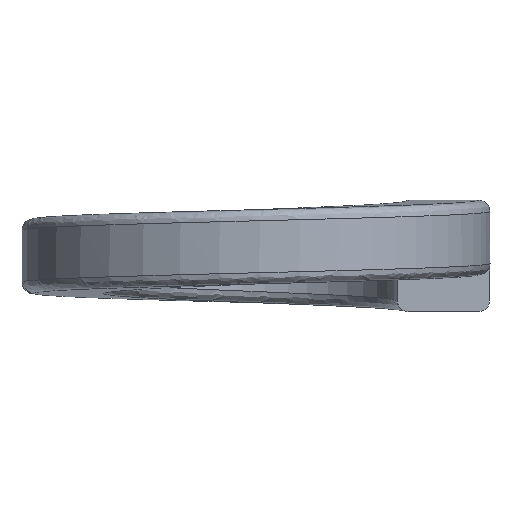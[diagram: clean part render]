
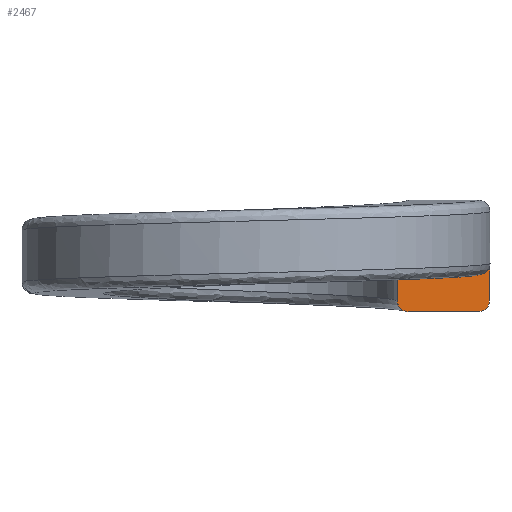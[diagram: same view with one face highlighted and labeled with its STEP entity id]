
A CAD part, left-side view. The second image highlights one B-rep face of the part: STEP entity #2467.
In plain terms, the highlighted planar face has unit normal (-0.998, -0.062, 0).
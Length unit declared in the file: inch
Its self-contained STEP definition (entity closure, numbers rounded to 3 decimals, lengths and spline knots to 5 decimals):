
#961=CARTESIAN_POINT('',(0.00628,-0.1008,
0.03446));
#962=CARTESIAN_POINT('',(0.00628,-0.1008,
0.03376));
#963=CARTESIAN_POINT('',(0.00629,-0.10097,
0.03242));
#964=CARTESIAN_POINT('',(0.00634,-0.10179,
0.03041));
#965=CARTESIAN_POINT('',(0.00642,-0.10307,
0.02877));
#966=CARTESIAN_POINT('',(0.00652,-0.10471,
0.02749));
#967=CARTESIAN_POINT('',(0.00665,-0.10671,
0.02667));
#968=CARTESIAN_POINT('',(0.00673,-0.10805,
0.0265));
#969=CARTESIAN_POINT('',(0.00677,-0.10874,
0.0265));
#971=DIRECTION('',(0.,0.,-1.));
#972=VECTOR('',#971,0.03709);
#973=CARTESIAN_POINT('',(0.00628,-0.1008,
0.07154));
#974=LINE('',#973,#972);
#975=CARTESIAN_POINT('',(0.00677,-0.10874,
0.0795));
#976=CARTESIAN_POINT('',(0.00673,-0.10805,
0.0795));
#977=CARTESIAN_POINT('',(0.00665,-0.10671,
0.07933));
#978=CARTESIAN_POINT('',(0.00652,-0.10471,
0.07851));
#979=CARTESIAN_POINT('',(0.00642,-0.10307,
0.07723));
#980=CARTESIAN_POINT('',(0.00634,-0.10179,
0.07558));
#981=CARTESIAN_POINT('',(0.00629,-0.10097,
0.07358));
#982=CARTESIAN_POINT('',(0.00628,-0.1008,
0.07224));
#983=CARTESIAN_POINT('',(0.00628,-0.1008,
0.07154));
#985=DIRECTION('',(-0.062,0.998,0.));
#986=VECTOR('',#985,0.0501);
#987=CARTESIAN_POINT('',(0.00989,-0.15874,0.0795));
#988=LINE('',#987,#986);
#989=CARTESIAN_POINT('',(0.01038,-0.16668,
0.07155));
#990=CARTESIAN_POINT('',(0.01038,-0.16668,
0.07224));
#991=CARTESIAN_POINT('',(0.01037,-0.16651,
0.07358));
#992=CARTESIAN_POINT('',(0.01032,-0.16569,
0.07559));
#993=CARTESIAN_POINT('',(0.01024,-0.16441,
0.07723));
#994=CARTESIAN_POINT('',(0.01014,-0.16277,
0.07851));
#995=CARTESIAN_POINT('',(0.01001,-0.16077,
0.07933));
#996=CARTESIAN_POINT('',(0.00993,-0.15943,0.0795));
#997=CARTESIAN_POINT('',(0.00989,-0.15874,0.0795));
#999=DIRECTION('',(0.,0.,1.));
#1000=VECTOR('',#999,0.03709);
#1001=CARTESIAN_POINT('',(0.01038,-0.16668,
0.03445));
#1002=LINE('',#1001,#1000);
#1003=CARTESIAN_POINT('',(0.00989,-0.15874,0.0265));
#1004=CARTESIAN_POINT('',(0.00993,-0.15943,
0.0265));
#1005=CARTESIAN_POINT('',(0.01001,-0.16077,
0.02667));
#1006=CARTESIAN_POINT('',(0.01014,-0.16277,
0.02749));
#1007=CARTESIAN_POINT('',(0.01024,-0.16442,
0.02877));
#1008=CARTESIAN_POINT('',(0.01032,-0.16569,
0.03042));
#1009=CARTESIAN_POINT('',(0.01037,-0.16651,
0.03242));
#1010=CARTESIAN_POINT('',(0.01038,-0.16668,
0.03376));
#1011=CARTESIAN_POINT('',(0.01038,-0.16668,
0.03445));
#1013=DIRECTION('',(0.062,-0.998,0.));
#1014=VECTOR('',#1013,0.0501);
#1015=CARTESIAN_POINT('',(0.00677,-0.10874,
0.0265));
#1016=LINE('',#1015,#1014);
#1036=VERTEX_POINT('',#961);
#1037=VERTEX_POINT('',#969);
#1042=VERTEX_POINT('',#975);
#1043=VERTEX_POINT('',#983);
#1048=VERTEX_POINT('',#1003);
#1049=VERTEX_POINT('',#1011);
#1054=VERTEX_POINT('',#989);
#1055=VERTEX_POINT('',#997);
#2449=CARTESIAN_POINT('',(0.01038,-0.16668,0.0265));
#2450=DIRECTION('',(-0.998,-0.062,0.));
#2451=DIRECTION('',(-0.062,0.998,0.));
#2452=AXIS2_PLACEMENT_3D('',#2449,#2450,#2451);
#2453=PLANE('',#2452);
#2454=ORIENTED_EDGE('',*,*,#2441,.F.);
#2455=ORIENTED_EDGE('',*,*,#1378,.F.);
#2457=ORIENTED_EDGE('',*,*,#2456,.F.);
#2458=ORIENTED_EDGE('',*,*,#1690,.F.);
#2460=ORIENTED_EDGE('',*,*,#2459,.F.);
#2461=ORIENTED_EDGE('',*,*,#1928,.F.);
#2463=ORIENTED_EDGE('',*,*,#2462,.F.);
#2464=ORIENTED_EDGE('',*,*,#2235,.F.);
#2465=EDGE_LOOP('',(#2454,#2455,#2457,#2458,#2460,#2461,#2463,#2464));
#2466=FACE_OUTER_BOUND('',#2465,.F.);
#970=B_SPLINE_CURVE_WITH_KNOTS('',3,(#961,#962,#963,#964,#965,#966,#967,#968,
#969),.UNSPECIFIED.,.F.,.F.,(4,1,1,1,1,1,4),(0.,0.16667,
0.33333,0.5,0.66667,0.83333,1.),
.UNSPECIFIED.);
#984=B_SPLINE_CURVE_WITH_KNOTS('',3,(#975,#976,#977,#978,#979,#980,#981,#982,
#983),.UNSPECIFIED.,.F.,.F.,(4,1,1,1,1,1,4),(0.,0.16667,
0.33333,0.5,0.66667,0.83333,1.),
.UNSPECIFIED.);
#998=B_SPLINE_CURVE_WITH_KNOTS('',3,(#989,#990,#991,#992,#993,#994,#995,#996,
#997),.UNSPECIFIED.,.F.,.F.,(4,1,1,1,1,1,4),(0.,0.16667,
0.33333,0.5,0.66667,0.83333,1.),
.UNSPECIFIED.);
#1012=B_SPLINE_CURVE_WITH_KNOTS('',3,(#1003,#1004,#1005,#1006,#1007,#1008,#1009,
#1010,#1011),.UNSPECIFIED.,.F.,.F.,(4,1,1,1,1,1,4),(0.,0.16667,
0.33333,0.5,0.66667,0.83333,1.),
.UNSPECIFIED.);
#1378=EDGE_CURVE('',#1043,#1036,#974,.T.);
#1690=EDGE_CURVE('',#1055,#1042,#988,.T.);
#1928=EDGE_CURVE('',#1049,#1054,#1002,.T.);
#2235=EDGE_CURVE('',#1037,#1048,#1016,.T.);
#2441=EDGE_CURVE('',#1036,#1037,#970,.T.);
#2456=EDGE_CURVE('',#1042,#1043,#984,.T.);
#2459=EDGE_CURVE('',#1054,#1055,#998,.T.);
#2462=EDGE_CURVE('',#1048,#1049,#1012,.T.);
#2467=ADVANCED_FACE('',(#2466),#2453,.T.);
